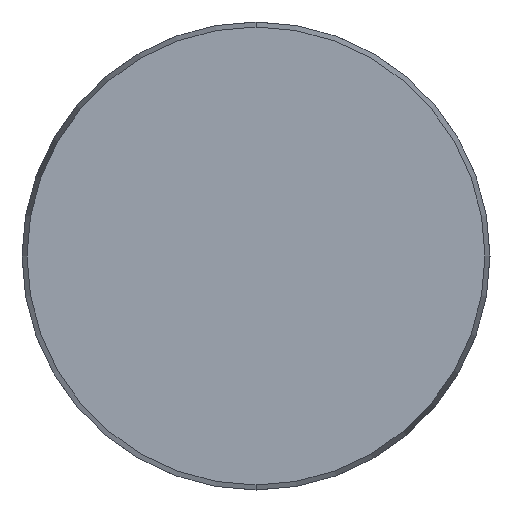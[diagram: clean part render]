
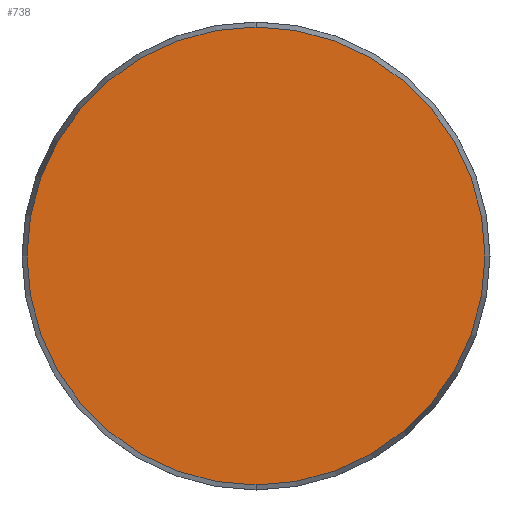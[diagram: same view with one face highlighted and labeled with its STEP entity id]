
A CAD part, front view. The second image highlights one B-rep face of the part: STEP entity #738.
In plain terms, the highlighted planar face has unit normal (0, -1, 0).
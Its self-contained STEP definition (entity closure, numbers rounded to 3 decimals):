
#17 = AXIS2_PLACEMENT_3D ( 'NONE', #720, #253, #485 ) ;
#119 = CIRCLE ( 'NONE', #603, 39.143 ) ;
#143 = VERTEX_POINT ( 'NONE', #529 ) ;
#253 = DIRECTION ( 'NONE',  ( 0., 1., 0. ) ) ;
#270 = CARTESIAN_POINT ( 'NONE',  ( 0., 0., 0. ) ) ;
#325 = DIRECTION ( 'NONE',  ( 0., 0., -1. ) ) ;
#361 = DIRECTION ( 'NONE',  ( 0., -1., 0. ) ) ;
#439 = CARTESIAN_POINT ( 'NONE',  ( 0., 0., -39.143 ) ) ;
#453 = VERTEX_POINT ( 'NONE', #439 ) ;
#455 = EDGE_CURVE ( 'NONE', #143, #453, #586, .T. ) ;
#459 = EDGE_LOOP ( 'NONE', ( #978, #554 ) ) ;
#466 = CARTESIAN_POINT ( 'NONE',  ( 0., 0., 0. ) ) ;
#485 = DIRECTION ( 'NONE',  ( 0., 0., 1. ) ) ;
#523 = AXIS2_PLACEMENT_3D ( 'NONE', #270, #361, #1004 ) ;
#529 = CARTESIAN_POINT ( 'NONE',  ( 0., 0., 39.143 ) ) ;
#554 = ORIENTED_EDGE ( 'NONE', *, *, #698, .T. ) ;
#586 = CIRCLE ( 'NONE', #523, 39.143 ) ;
#603 = AXIS2_PLACEMENT_3D ( 'NONE', #466, #624, #325 ) ;
#624 = DIRECTION ( 'NONE',  ( 0., -1., 0. ) ) ;
#630 = FACE_OUTER_BOUND ( 'NONE', #459, .T. ) ;
#698 = EDGE_CURVE ( 'NONE', #453, #143, #119, .T. ) ;
#720 = CARTESIAN_POINT ( 'NONE',  ( -39.143, 0., 0. ) ) ;
#738 = ADVANCED_FACE ( 'NONE', ( #630 ), #956, .F. ) ;
#956 = PLANE ( 'NONE',  #17 ) ;
#978 = ORIENTED_EDGE ( 'NONE', *, *, #455, .T. ) ;
#1004 = DIRECTION ( 'NONE',  ( 0., 0., -1. ) ) ;
